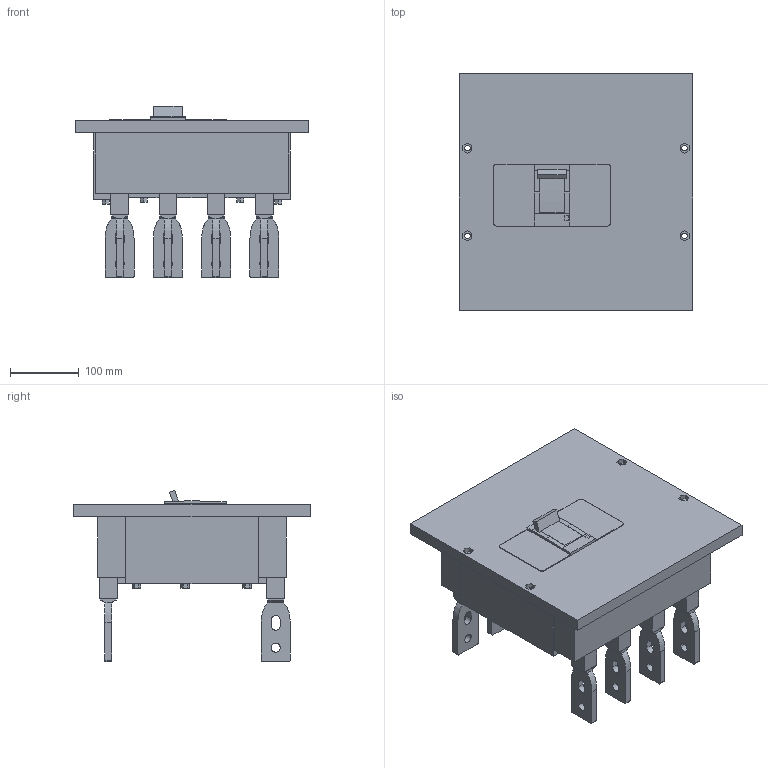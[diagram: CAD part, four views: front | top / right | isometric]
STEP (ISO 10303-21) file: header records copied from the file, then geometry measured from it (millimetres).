
FILE_DESCRIPTION(('CoCreate Modeling STEP Export'),'2;1');
FILE_NAME('Ｓ６３０ＮＦ４Ｐ.stp','2016-03-29T 9:50:22',(''),(''),'CoCreate Modeling STEP processor for AP214 (Solid Model)','CoCreate Modeling 17.0 01-Apr-2010 (C) Parametric Technology GmbH','');
FILE_SCHEMA(('AUTOMOTIVE_DESIGN { 1 0 10303 214 1 1 1 1 }'));
Length unit declared in the file: millimetre
Products named in the file (3): P1; P2; Ｓ６３０ＮＦ４Ｐ
Assembly tree (2 placements, depth 2):
  Ｓ６３０ＮＦ４Ｐ
    P2
    P1
Bounding box: 338 x 343 x 248.18 mm (x, y, z)
Volume: 9814017.1 mm3; surface area: 657730 mm2
Topology: 2 solids, 2 shells, 411 faces, 1084 edges, 712 vertices
Faces by surface type: plane 316, cylinder 79, extrusion 16
Entity records: 15236 total; most frequent: CARTESIAN_POINT 2481, ORIENTED_EDGE 2168, DIRECTION 1910, EDGE_CURVE 1084, VECTOR 892, LINE 876, VERTEX_POINT 712, AXIS2_PLACEMENT_3D 509
